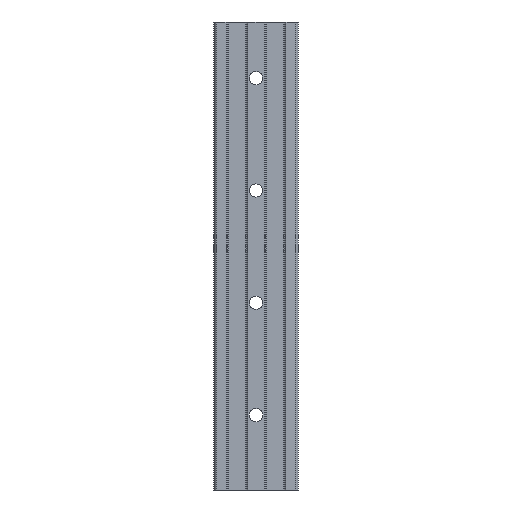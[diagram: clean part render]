
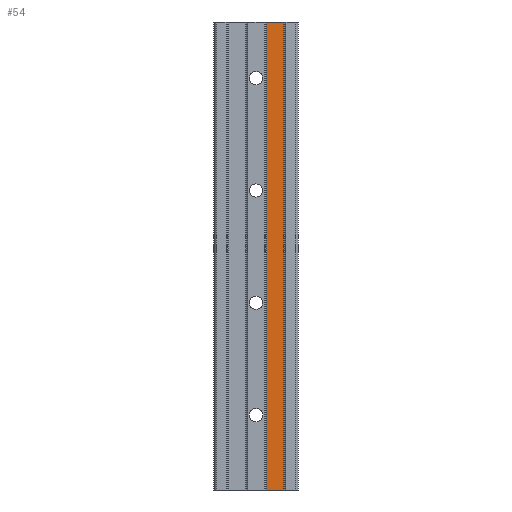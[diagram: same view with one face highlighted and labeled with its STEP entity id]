
A CAD part, left-side view. The second image highlights one B-rep face of the part: STEP entity #54.
In plain terms, the highlighted planar face has unit normal (-1, 0, 0).
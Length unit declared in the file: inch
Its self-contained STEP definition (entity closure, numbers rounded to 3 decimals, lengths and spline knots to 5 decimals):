
#54 = ADVANCED_FACE ( 'NONE', ( #932 ), #1009, .T. ) ;
#300 = CARTESIAN_POINT ( 'NONE',  ( 0.02987, -0.21243, 0. ) ) ;
#519 = LINE ( 'NONE', #6748, #7370 ) ;
#610 = CARTESIAN_POINT ( 'NONE',  ( 0.02987, -0.58757, -9.84252 ) ) ;
#892 = CARTESIAN_POINT ( 'NONE',  ( 0.02987, 0., -9.84252 ) ) ;
#932 = FACE_OUTER_BOUND ( 'NONE', #5229, .T. ) ;
#976 = DIRECTION ( 'NONE',  ( -1., 0., 0. ) ) ;
#1009 = PLANE ( 'NONE',  #5651 ) ;
#1284 = CARTESIAN_POINT ( 'NONE',  ( 0.02987, 0., -9.84252 ) ) ;
#1321 = VERTEX_POINT ( 'NONE', #300 ) ;
#1374 = LINE ( 'NONE', #1284, #7147 ) ;
#1935 = VERTEX_POINT ( 'NONE', #3150 ) ;
#2007 = VERTEX_POINT ( 'NONE', #3701 ) ;
#2150 = EDGE_CURVE ( 'NONE', #5494, #1321, #7404, .T. ) ;
#2481 = DIRECTION ( 'NONE',  ( 0., 0., 1. ) ) ;
#3150 = CARTESIAN_POINT ( 'NONE',  ( 0.02987, -0.58757, 0. ) ) ;
#3426 = DIRECTION ( 'NONE',  ( 0., 0., 1. ) ) ;
#3701 = CARTESIAN_POINT ( 'NONE',  ( 0.02987, -0.58757, -9.84252 ) ) ;
#4122 = VECTOR ( 'NONE', #2481, 39.37008 ) ;
#4266 = CARTESIAN_POINT ( 'NONE',  ( 0.02987, -0.21243, -9.84252 ) ) ;
#4462 = DIRECTION ( 'NONE',  ( 0., -1., 0. ) ) ;
#4728 = LINE ( 'NONE', #610, #4122 ) ;
#4898 = EDGE_CURVE ( 'NONE', #5494, #2007, #1374, .T. ) ;
#4914 = EDGE_CURVE ( 'NONE', #2007, #1935, #4728, .T. ) ;
#5065 = ORIENTED_EDGE ( 'NONE', *, *, #4898, .T. ) ;
#5229 = EDGE_LOOP ( 'NONE', ( #7380, #5664, #5065, #5743 ) ) ;
#5278 = VECTOR ( 'NONE', #3426, 39.37008 ) ;
#5494 = VERTEX_POINT ( 'NONE', #4266 ) ;
#5634 = DIRECTION ( 'NONE',  ( 0., -1., 0. ) ) ;
#5651 = AXIS2_PLACEMENT_3D ( 'NONE', #892, #976, #4462 ) ;
#5664 = ORIENTED_EDGE ( 'NONE', *, *, #2150, .F. ) ;
#5743 = ORIENTED_EDGE ( 'NONE', *, *, #4914, .T. ) ;
#5796 = EDGE_CURVE ( 'NONE', #1321, #1935, #519, .T. ) ;
#5804 = DIRECTION ( 'NONE',  ( 0., -1., 0. ) ) ;
#6281 = CARTESIAN_POINT ( 'NONE',  ( 0.02987, -0.21243, -9.84252 ) ) ;
#6748 = CARTESIAN_POINT ( 'NONE',  ( 0.02987, 0., 0. ) ) ;
#7147 = VECTOR ( 'NONE', #5804, 39.37008 ) ;
#7370 = VECTOR ( 'NONE', #5634, 39.37008 ) ;
#7380 = ORIENTED_EDGE ( 'NONE', *, *, #5796, .F. ) ;
#7404 = LINE ( 'NONE', #6281, #5278 ) ;
